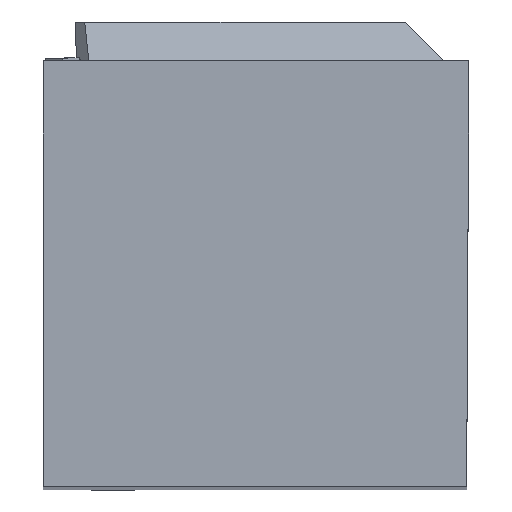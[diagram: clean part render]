
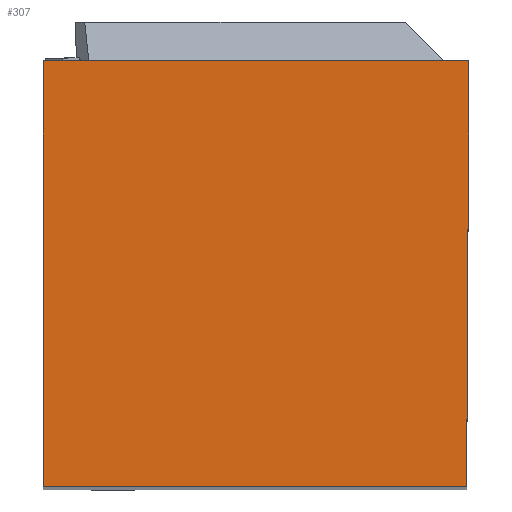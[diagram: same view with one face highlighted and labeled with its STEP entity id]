
A CAD part, top view. The second image highlights one B-rep face of the part: STEP entity #307.
In plain terms, the highlighted planar face has unit normal (0, 0, 1).
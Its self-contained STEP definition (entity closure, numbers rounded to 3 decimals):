
#254=PLANE('',#2154);
#307=ADVANCED_FACE('BLANK_BOXF006',(#450),#254,.F.);
#450=FACE_OUTER_BOUND('',#564,.T.);
#564=EDGE_LOOP('',(#777,#778,#779,#780));
#777=ORIENTED_EDGE('',*,*,#1508,.T.);
#778=ORIENTED_EDGE('',*,*,#1503,.T.);
#779=ORIENTED_EDGE('',*,*,#1496,.T.);
#780=ORIENTED_EDGE('',*,*,#1502,.F.);
#1307=VERTEX_POINT('',#2928);
#1308=VERTEX_POINT('',#2930);
#1311=VERTEX_POINT('',#2940);
#1312=VERTEX_POINT('',#2944);
#1496=EDGE_CURVE('',#1308,#1307,#1785,.T.);
#1502=EDGE_CURVE('',#1311,#1307,#1790,.T.);
#1503=EDGE_CURVE('',#1312,#1308,#1791,.T.);
#1508=EDGE_CURVE('',#1311,#1312,#1795,.T.);
#1785=LINE('',#2929,#1931);
#1790=LINE('',#2941,#1936);
#1791=LINE('',#2943,#1937);
#1795=LINE('',#2952,#1941);
#1931=VECTOR('',#2383,1.);
#1936=VECTOR('',#2394,1.);
#1937=VECTOR('',#2397,1.);
#1941=VECTOR('',#2405,1.);
#2154=AXIS2_PLACEMENT_3D('',#2954,#2408,#2409);
#2383=DIRECTION('',(0.005,1.,0.));
#2394=DIRECTION('',(1.,0.,0.));
#2397=DIRECTION('',(1.,0.,0.));
#2405=DIRECTION('',(0.,-1.,0.));
#2408=DIRECTION('',(0.,0.,-1.));
#2409=DIRECTION('',(1.,0.,0.));
#2928=CARTESIAN_POINT('',(0.,31.625,0.));
#2929=CARTESIAN_POINT('',(0.015,34.553,0.));
#2930=CARTESIAN_POINT('',(-0.166,0.,0.));
#2940=CARTESIAN_POINT('',(-31.625,31.625,0.));
#2941=CARTESIAN_POINT('',(-63.5,31.625,0.));
#2943=CARTESIAN_POINT('',(-63.5,0.,0.));
#2944=CARTESIAN_POINT('',(-31.625,0.,0.));
#2952=CARTESIAN_POINT('',(-31.625,34.75,0.));
#2954=CARTESIAN_POINT('',(-37.625,34.75,0.));
